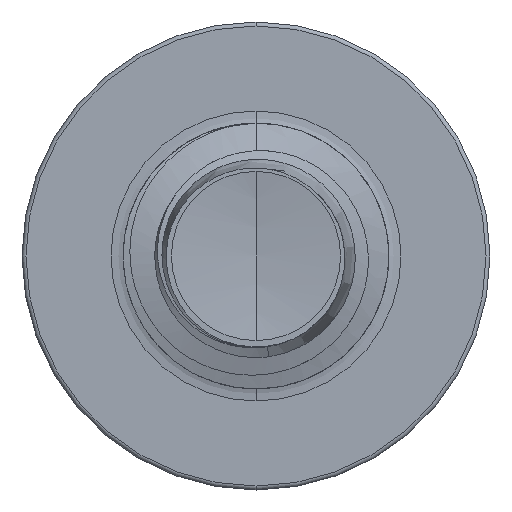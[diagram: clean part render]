
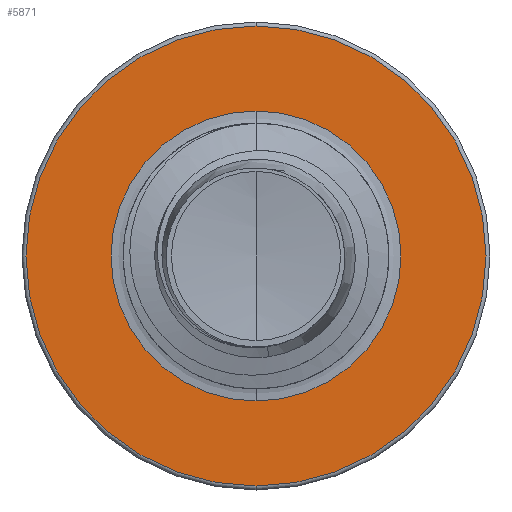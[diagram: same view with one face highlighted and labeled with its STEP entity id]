
A CAD part, front view. The second image highlights one B-rep face of the part: STEP entity #5871.
In plain terms, the highlighted planar face has unit normal (0, -1, 0).
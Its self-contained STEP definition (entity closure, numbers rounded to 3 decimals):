
#20 = DIRECTION ( 'NONE',  ( 0., 0., 1. ) ) ;
#890 = CARTESIAN_POINT ( 'NONE',  ( 0., 3.5, -1.363 ) ) ;
#1029 = VERTEX_POINT ( 'NONE', #890 ) ;
#1150 = FACE_BOUND ( 'NONE', #2004, .T. ) ;
#1237 = EDGE_LOOP ( 'NONE', ( #9502, #6233 ) ) ;
#2004 = EDGE_LOOP ( 'NONE', ( #15672, #13598 ) ) ;
#2241 = EDGE_CURVE ( 'NONE', #13888, #9318, #12730, .T. ) ;
#2683 = CARTESIAN_POINT ( 'NONE',  ( 0., 3.5, 0. ) ) ;
#3338 = AXIS2_PLACEMENT_3D ( 'NONE', #11912, #3985, #12981 ) ;
#3749 = CIRCLE ( 'NONE', #12076, 1.363 ) ;
#3985 = DIRECTION ( 'NONE',  ( 0., 1., 0. ) ) ;
#4077 = DIRECTION ( 'NONE',  ( 0., 0., 1. ) ) ;
#4876 = CARTESIAN_POINT ( 'NONE',  ( 0., 3.5, 2.163 ) ) ;
#5333 = CARTESIAN_POINT ( 'NONE',  ( 0., 3.5, 1.363 ) ) ;
#5871 = ADVANCED_FACE ( 'NONE', ( #8735, #1150 ), #10928, .F. ) ;
#6233 = ORIENTED_EDGE ( 'NONE', *, *, #2241, .F. ) ;
#6388 = VERTEX_POINT ( 'NONE', #5333 ) ;
#8735 = FACE_OUTER_BOUND ( 'NONE', #1237, .T. ) ;
#8748 = DIRECTION ( 'NONE',  ( 0., 1., 0. ) ) ;
#9289 = AXIS2_PLACEMENT_3D ( 'NONE', #2683, #11995, #4077 ) ;
#9318 = VERTEX_POINT ( 'NONE', #4876 ) ;
#9502 = ORIENTED_EDGE ( 'NONE', *, *, #15302, .F. ) ;
#9818 = AXIS2_PLACEMENT_3D ( 'NONE', #11513, #13186, #10961 ) ;
#10569 = DIRECTION ( 'NONE',  ( 0., 0., 1. ) ) ;
#10834 = DIRECTION ( 'NONE',  ( 0., 1., 0. ) ) ;
#10886 = CARTESIAN_POINT ( 'NONE',  ( 0., 3.5, -1.363 ) ) ;
#10928 = PLANE ( 'NONE',  #13431 ) ;
#10961 = DIRECTION ( 'NONE',  ( 0., 0., 1. ) ) ;
#11513 = CARTESIAN_POINT ( 'NONE',  ( 0., 3.5, 0. ) ) ;
#11829 = CIRCLE ( 'NONE', #3338, 2.163 ) ;
#11912 = CARTESIAN_POINT ( 'NONE',  ( 0., 3.5, 0. ) ) ;
#11995 = DIRECTION ( 'NONE',  ( 0., 1., 0. ) ) ;
#12076 = AXIS2_PLACEMENT_3D ( 'NONE', #15265, #8748, #20 ) ;
#12730 = CIRCLE ( 'NONE', #9818, 2.163 ) ;
#12981 = DIRECTION ( 'NONE',  ( 0., 0., 1. ) ) ;
#13186 = DIRECTION ( 'NONE',  ( 0., 1., 0. ) ) ;
#13431 = AXIS2_PLACEMENT_3D ( 'NONE', #10886, #10834, #10569 ) ;
#13554 = EDGE_CURVE ( 'NONE', #1029, #6388, #3749, .T. ) ;
#13598 = ORIENTED_EDGE ( 'NONE', *, *, #13554, .T. ) ;
#13888 = VERTEX_POINT ( 'NONE', #15588 ) ;
#13989 = EDGE_CURVE ( 'NONE', #6388, #1029, #14777, .T. ) ;
#14777 = CIRCLE ( 'NONE', #9289, 1.363 ) ;
#15265 = CARTESIAN_POINT ( 'NONE',  ( 0., 3.5, 0. ) ) ;
#15302 = EDGE_CURVE ( 'NONE', #9318, #13888, #11829, .T. ) ;
#15588 = CARTESIAN_POINT ( 'NONE',  ( 0., 3.5, -2.163 ) ) ;
#15672 = ORIENTED_EDGE ( 'NONE', *, *, #13989, .T. ) ;
